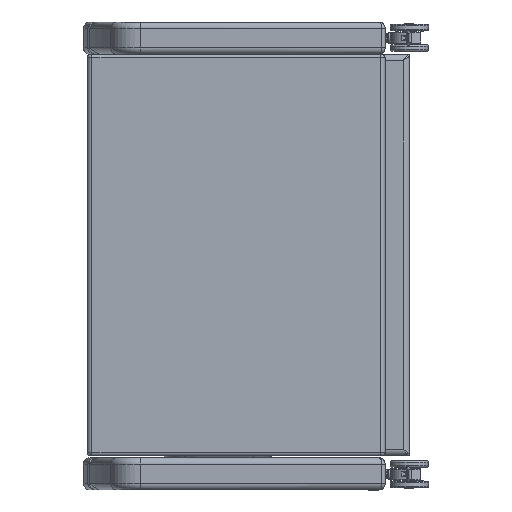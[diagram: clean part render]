
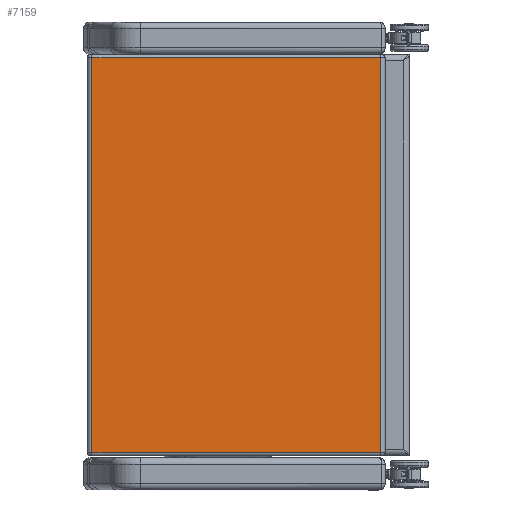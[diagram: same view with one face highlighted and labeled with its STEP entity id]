
A CAD part, left-side view. The second image highlights one B-rep face of the part: STEP entity #7159.
In plain terms, the highlighted face is planar.
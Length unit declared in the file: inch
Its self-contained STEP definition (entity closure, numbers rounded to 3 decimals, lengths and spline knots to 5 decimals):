
#532=PLANE('',#7980);
#732=LINE('',#12300,#1160);
#755=LINE('',#12471,#1183);
#760=LINE('',#12505,#1188);
#761=LINE('',#12507,#1189);
#1160=VECTOR('',#9176,0.3937);
#1183=VECTOR('',#9301,0.3937);
#1188=VECTOR('',#9324,0.3937);
#1189=VECTOR('',#9327,26.5);
#1809=FACE_OUTER_BOUND('',#2299,.T.);
#2299=EDGE_LOOP('',(#5468,#5469,#5470,#5471));
#3321=VERTEX_POINT('',#12289);
#3325=VERTEX_POINT('',#12298);
#3362=VERTEX_POINT('',#12461);
#3364=VERTEX_POINT('',#12467);
#4066=EDGE_CURVE('',#3325,#3321,#732,.T.);
#4125=EDGE_CURVE('',#3362,#3364,#755,.T.);
#4135=EDGE_CURVE('',#3364,#3325,#760,.T.);
#4136=EDGE_CURVE('',#3321,#3362,#761,.T.);
#5468=ORIENTED_EDGE('',*,*,#4066,.F.);
#5469=ORIENTED_EDGE('',*,*,#4135,.F.);
#5470=ORIENTED_EDGE('',*,*,#4125,.F.);
#5471=ORIENTED_EDGE('',*,*,#4136,.F.);
#7159=ADVANCED_FACE('',(#1809),#532,.T.);
#7980=AXIS2_PLACEMENT_3D('',#12506,#9325,#9326);
#9176=DIRECTION('',(-1.,0.,0.));
#9301=DIRECTION('',(1.,0.,0.));
#9324=DIRECTION('',(0.,0.,-1.));
#9325=DIRECTION('center_axis',(0.,-1.,0.));
#9326=DIRECTION('ref_axis',(0.,0.,-1.));
#9327=DIRECTION('',(0.,0.,1.));
#12289=CARTESIAN_POINT('',(20.0282,18.44801,26.25));
#12298=CARTESIAN_POINT('',(42.2782,18.44801,26.25));
#12300=CARTESIAN_POINT('',(35.46724,18.44801,26.25));
#12461=CARTESIAN_POINT('',(20.0282,18.44801,56.75));
#12467=CARTESIAN_POINT('',(42.2782,18.44801,56.75));
#12471=CARTESIAN_POINT('',(35.3303,18.44801,56.75));
#12505=CARTESIAN_POINT('',(42.2782,18.44801,30.));
#12506=CARTESIAN_POINT('Origin',(40.7782,18.44801,30.));
#12507=CARTESIAN_POINT('',(20.0282,18.44801,30.25));
